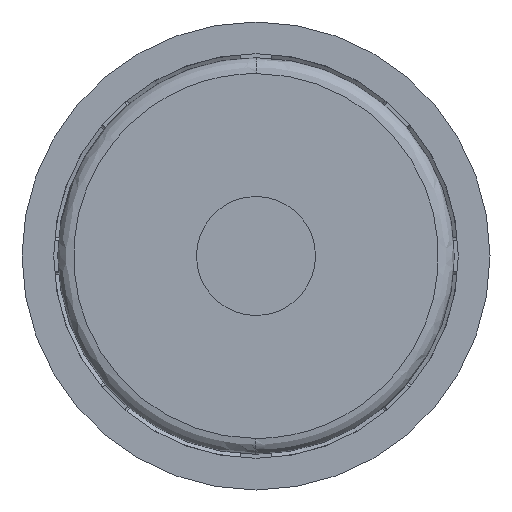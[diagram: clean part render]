
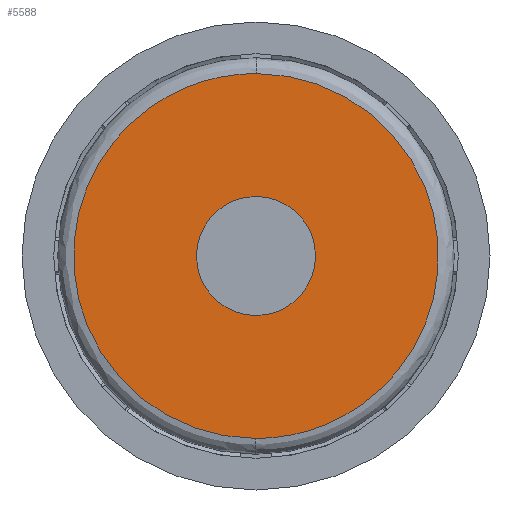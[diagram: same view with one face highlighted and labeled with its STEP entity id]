
A CAD part, front view. The second image highlights one B-rep face of the part: STEP entity #5588.
In plain terms, the highlighted planar face has unit normal (0, -1, 0).
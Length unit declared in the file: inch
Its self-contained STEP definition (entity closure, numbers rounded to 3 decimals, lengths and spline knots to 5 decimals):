
#298 = ORIENTED_EDGE ( 'NONE', *, *, #7422, .F. ) ;
#335 = DIRECTION ( 'NONE',  ( -0.003, 0., -1. ) ) ;
#367 =( BOUNDED_CURVE ( )  B_SPLINE_CURVE ( 3, ( #7250, #10044, #846, #7892 ),
 .UNSPECIFIED., .F., .F. ) 
 B_SPLINE_CURVE_WITH_KNOTS ( ( 4, 4 ),
 ( 0., 1. ),
 .UNSPECIFIED. ) 
 CURVE ( )  GEOMETRIC_REPRESENTATION_ITEM ( )  RATIONAL_B_SPLINE_CURVE ( ( 1., 0.333, 0.333, 1. ) ) 
 REPRESENTATION_ITEM ( '' )  );
#641 = VERTEX_POINT ( 'NONE', #3444 ) ;
#701 = PLANE ( 'NONE',  #10596 ) ;
#846 = CARTESIAN_POINT ( 'NONE',  ( -0.56842, 0.35621, 2.74892 ) ) ;
#1414 = CARTESIAN_POINT ( 'NONE',  ( 1.23675, 0.35621, 0.93206 ) ) ;
#1673 = CIRCLE ( 'NONE', #11784, 0.29528 ) ;
#1929 = DIRECTION ( 'NONE',  ( 0., 1., 0. ) ) ;
#2095 = ORIENTED_EDGE ( 'NONE', *, *, #5259, .T. ) ;
#2564 = DIRECTION ( 'NONE',  ( -0.003, 0., -1. ) ) ;
#2721 = FACE_OUTER_BOUND ( 'NONE', #9791, .T. ) ;
#2788 = AXIS2_PLACEMENT_3D ( 'NONE', #11391, #5850, #335 ) ;
#3304 = VERTEX_POINT ( 'NONE', #10434 ) ;
#3381 = CARTESIAN_POINT ( 'NONE',  ( 3.0536, 0.35621, 2.73724 ) ) ;
#3444 = CARTESIAN_POINT ( 'NONE',  ( 1.24062, 0.35621, 2.13285 ) ) ;
#3600 = EDGE_LOOP ( 'NONE', ( #5797, #2095 ) ) ;
#3643 =( BOUNDED_CURVE ( )  B_SPLINE_CURVE ( 3, ( #8911, #3381, #11688, #6148 ),
 .UNSPECIFIED., .F., .F. ) 
 B_SPLINE_CURVE_WITH_KNOTS ( ( 4, 4 ),
 ( 0., 1. ),
 .UNSPECIFIED. ) 
 CURVE ( )  GEOMETRIC_REPRESENTATION_ITEM ( )  RATIONAL_B_SPLINE_CURVE ( ( 1., 0.333, 0.333, 1. ) ) 
 REPRESENTATION_ITEM ( '' )  );
#3782 = VERTEX_POINT ( 'NONE', #9154 ) ;
#4098 = CARTESIAN_POINT ( 'NONE',  ( 1.53494, 0.35621, 1.83662 ) ) ;
#5259 = EDGE_CURVE ( 'NONE', #641, #3304, #11254, .T. ) ;
#5588 = ADVANCED_FACE ( 'NONE', ( #7342, #2721 ), #701, .T. ) ;
#5797 = ORIENTED_EDGE ( 'NONE', *, *, #8356, .T. ) ;
#5850 = DIRECTION ( 'NONE',  ( 0., 1., 0. ) ) ;
#5893 = VERTEX_POINT ( 'NONE', #1414 ) ;
#6148 = CARTESIAN_POINT ( 'NONE',  ( 1.23675, 0.35621, 0.93206 ) ) ;
#7250 = CARTESIAN_POINT ( 'NONE',  ( 1.23675, 0.35621, 0.93206 ) ) ;
#7342 = FACE_BOUND ( 'NONE', #3600, .T. ) ;
#7422 = EDGE_CURVE ( 'NONE', #5893, #3782, #367, .T. ) ;
#7459 = CARTESIAN_POINT ( 'NONE',  ( 1.23967, 0.35621, 1.83757 ) ) ;
#7892 = CARTESIAN_POINT ( 'NONE',  ( 1.24259, 0.35621, 2.74308 ) ) ;
#8083 = DIRECTION ( 'NONE',  ( 0., -1., 0. ) ) ;
#8356 = EDGE_CURVE ( 'NONE', #3304, #641, #1673, .T. ) ;
#8394 = DIRECTION ( 'NONE',  ( -0.003, 0., -1. ) ) ;
#8911 = CARTESIAN_POINT ( 'NONE',  ( 1.24259, 0.35621, 2.74308 ) ) ;
#9051 = ORIENTED_EDGE ( 'NONE', *, *, #11985, .F. ) ;
#9154 = CARTESIAN_POINT ( 'NONE',  ( 1.24259, 0.35621, 2.74308 ) ) ;
#9791 = EDGE_LOOP ( 'NONE', ( #9051, #298 ) ) ;
#10044 = CARTESIAN_POINT ( 'NONE',  ( -0.57426, 0.35621, 0.9379 ) ) ;
#10434 = CARTESIAN_POINT ( 'NONE',  ( 1.23872, 0.35621, 1.5423 ) ) ;
#10596 = AXIS2_PLACEMENT_3D ( 'NONE', #4098, #8083, #2564 ) ;
#11254 = CIRCLE ( 'NONE', #2788, 0.29528 ) ;
#11391 = CARTESIAN_POINT ( 'NONE',  ( 1.23967, 0.35621, 1.83757 ) ) ;
#11688 = CARTESIAN_POINT ( 'NONE',  ( 3.04776, 0.35621, 0.92623 ) ) ;
#11784 = AXIS2_PLACEMENT_3D ( 'NONE', #7459, #1929, #8394 ) ;
#11985 = EDGE_CURVE ( 'NONE', #3782, #5893, #3643, .T. ) ;
